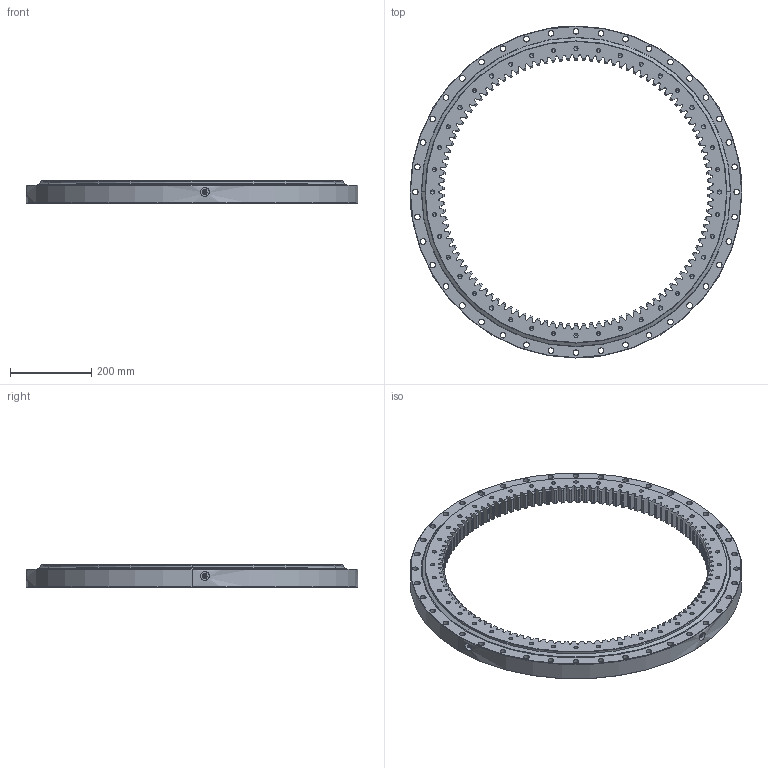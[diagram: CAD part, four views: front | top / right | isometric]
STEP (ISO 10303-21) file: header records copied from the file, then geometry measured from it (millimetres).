
FILE_DESCRIPTION (( 'STEP AP214' ), '1' );
FILE_NAME ('I.816.20.00.B.STEP', '2018-05-28T09:53:58', ( '' ), ( '' ), 'SwSTEP 2.0', 'SolidWorks 2016', '' );
FILE_SCHEMA (( 'AUTOMOTIVE_DESIGN' ));
Length unit declared in the file: millimetre
Products named in the file (7): Grease nipple M10x1mm; B.816.B20B.A3N.0 - IR Seal; B.816.B20B.A3N.0 - OR; I.816.20.00.B; B.816.B20B.A3N.0 - OR Seal; Ball D20; B.816.B20B.A3N.0 - IR
Assembly tree (108 placements, depth 2):
  I.816.20.00.B
    B.816.B20B.A3N.0 - IR
    B.816.B20B.A3N.0 - OR
    Ball D20  x100
    B.816.B20B.A3N.0 - IR Seal
    B.816.B20B.A3N.0 - OR Seal
    Grease nipple M10x1mm  x4
Bounding box: 816 x 816 x 56 mm (x, y, z)
Volume: 7297796.9 mm3; surface area: 1362513.8 mm2
Topology: 108 solids, 108 shells, 2017 faces, 5857 edges, 3830 vertices
Faces by surface type: plane 608, bspline 440, cone 392, cylinder 332, sphere 200, torus 45
Entity records: 61358 total; most frequent: CARTESIAN_POINT 19203, ORIENTED_EDGE 9726, DIRECTION 6556, EDGE_CURVE 4863, VERTEX_POINT 3206, AXIS2_PLACEMENT_3D 2341, B_SPLINE_CURVE_WITH_KNOTS 2036, VECTOR 1874
